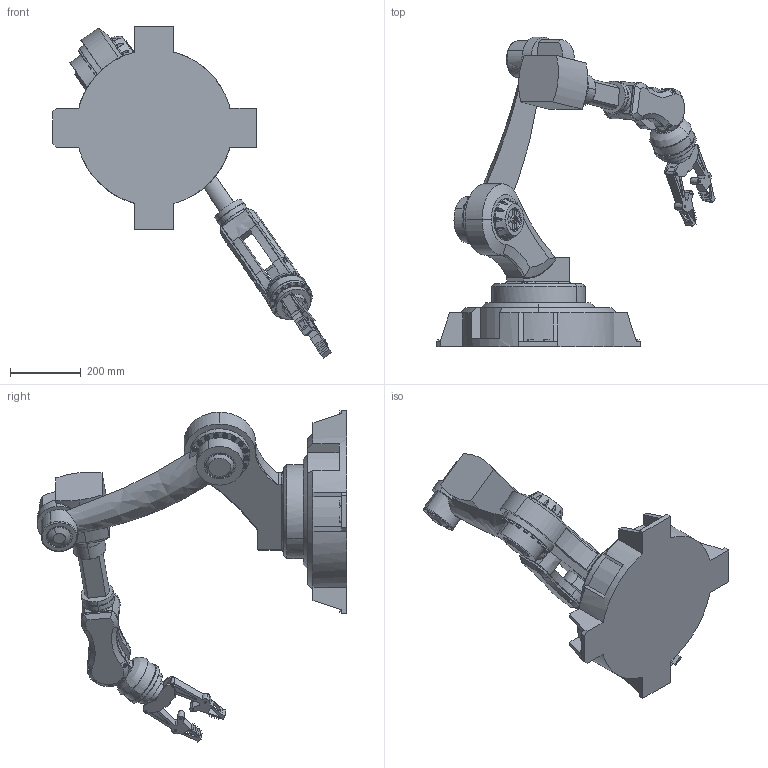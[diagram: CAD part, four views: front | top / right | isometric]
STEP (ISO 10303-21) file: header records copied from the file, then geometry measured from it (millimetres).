
FILE_DESCRIPTION(('FreeCAD Model'),'2;1');
FILE_NAME('Open CASCADE Shape Model','2025-05-02T17:25:35',('FreeCAD'),( 'FreeCAD'),'Open CASCADE STEP processor 7.6','FreeCAD','Unknown');
FILE_SCHEMA(('AUTOMOTIVE_DESIGN { 1 0 10303 214 1 1 1 1 }'));
Length unit declared in the file: millimetre
Products named in the file (1): Open CASCADE STEP translator 7.6 1
Bounding box: 789 x 876.65 x 939.82 mm (x, y, z)
Volume: 36522913.9 mm3; surface area: 1703974 mm2
Topology: 21 solids, 21 shells, 1082 faces, 2460 edges, 1607 vertices
Faces by surface type: bspline 1082
Entity records: 32256 total; most frequent: CARTESIAN_POINT 17659, ORIENTED_EDGE 4920, EDGE_CURVE 2460, VERTEX_POINT 1607, B_SPLINE_CURVE_WITH_KNOTS 1377, FACE_BOUND 1287, EDGE_LOOP 1287, ADVANCED_FACE 1082
